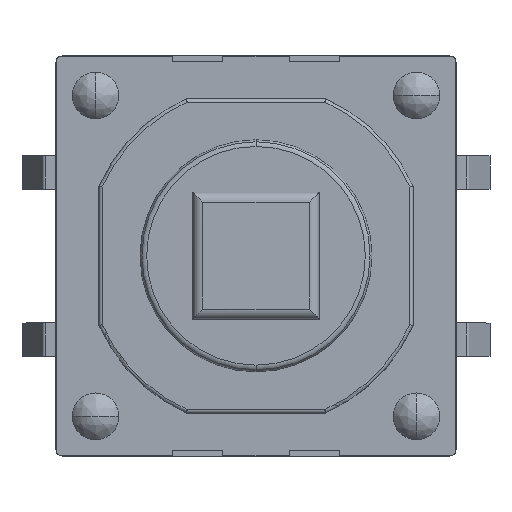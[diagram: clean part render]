
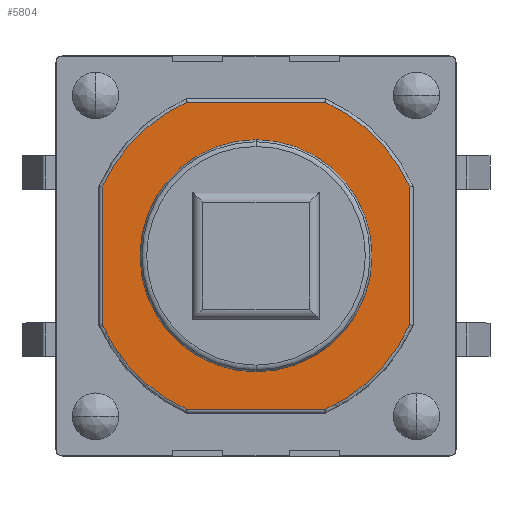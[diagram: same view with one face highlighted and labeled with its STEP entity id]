
A CAD part, top view. The second image highlights one B-rep face of the part: STEP entity #5804.
In plain terms, the highlighted planar face has unit normal (0, 0, 1).
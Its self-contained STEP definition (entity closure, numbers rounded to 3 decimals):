
#1867=CARTESIAN_POINT('',(0.,0.,-4.2));
#1868=DIRECTION('',(0.,0.,1.));
#1869=DIRECTION('',(1.,0.,0.));
#1870=AXIS2_PLACEMENT_3D('',#1867,#1868,#1869);
#1872=CARTESIAN_POINT('',(0.,0.,-4.2));
#1873=DIRECTION('',(0.,0.,1.));
#1874=DIRECTION('',(-1.,0.,0.));
#1875=AXIS2_PLACEMENT_3D('',#1872,#1873,#1874);
#1877=CARTESIAN_POINT('',(0.,0.,-4.2));
#1878=DIRECTION('',(0.,0.,1.));
#1879=DIRECTION('',(-0.913,-0.409,0.));
#1880=AXIS2_PLACEMENT_3D('',#1877,#1878,#1879);
#1882=CARTESIAN_POINT('',(0.,0.,-4.2));
#1883=DIRECTION('',(0.,0.,1.));
#1884=DIRECTION('',(-0.409,0.913,0.));
#1885=AXIS2_PLACEMENT_3D('',#1882,#1883,#1884);
#1887=CARTESIAN_POINT('',(0.,0.,-4.2));
#1888=DIRECTION('',(0.,0.,1.));
#1889=DIRECTION('',(0.913,0.409,0.));
#1890=AXIS2_PLACEMENT_3D('',#1887,#1888,#1889);
#1892=CARTESIAN_POINT('',(0.,0.,-4.2));
#1893=DIRECTION('',(0.,0.,1.));
#1894=DIRECTION('',(0.409,-0.913,0.));
#1895=AXIS2_PLACEMENT_3D('',#1892,#1893,#1894);
#2142=DIRECTION('',(-1.,0.,0.));
#2143=VECTOR('',#2142,4.119);
#2144=CARTESIAN_POINT('',(2.06,-4.6,-4.2));
#2145=LINE('',#2144,#2143);
#2199=DIRECTION('',(0.,-1.,0.));
#2200=VECTOR('',#2199,4.119);
#2201=CARTESIAN_POINT('',(4.6,2.06,-4.2));
#2202=LINE('',#2201,#2200);
#2248=DIRECTION('',(1.,0.,0.));
#2249=VECTOR('',#2248,4.119);
#2250=CARTESIAN_POINT('',(-2.06,4.6,-4.2));
#2251=LINE('',#2250,#2249);
#2289=DIRECTION('',(0.,1.,0.));
#2290=VECTOR('',#2289,4.119);
#2291=CARTESIAN_POINT('',(-4.6,-2.06,-4.2));
#2292=LINE('',#2291,#2290);
#2784=CARTESIAN_POINT('',(2.06,-4.6,-4.2));
#2785=CARTESIAN_POINT('',(-2.06,-4.6,-4.2));
#2786=VERTEX_POINT('',#2784);
#2787=VERTEX_POINT('',#2785);
#2788=CARTESIAN_POINT('',(4.6,-2.06,-4.2));
#2789=VERTEX_POINT('',#2788);
#2790=CARTESIAN_POINT('',(4.6,2.06,-4.2));
#2791=VERTEX_POINT('',#2790);
#2792=CARTESIAN_POINT('',(2.06,4.6,-4.2));
#2793=VERTEX_POINT('',#2792);
#2794=CARTESIAN_POINT('',(-2.06,4.6,-4.2));
#2795=VERTEX_POINT('',#2794);
#2796=CARTESIAN_POINT('',(-4.6,2.06,-4.2));
#2797=VERTEX_POINT('',#2796);
#2798=CARTESIAN_POINT('',(-4.6,-2.06,-4.2));
#2799=VERTEX_POINT('',#2798);
#2950=CARTESIAN_POINT('',(3.47,0.,-4.2));
#2951=VERTEX_POINT('',#2950);
#2952=CARTESIAN_POINT('',(-3.47,0.,-4.2));
#2953=VERTEX_POINT('',#2952);
#5776=CARTESIAN_POINT('',(0.,0.,-4.2));
#5777=DIRECTION('',(0.,0.,1.));
#5778=DIRECTION('',(0.,-1.,0.));
#5779=AXIS2_PLACEMENT_3D('',#5776,#5777,#5778);
#5780=PLANE('',#5779);
#5782=ORIENTED_EDGE('',*,*,#5781,.T.);
#5783=ORIENTED_EDGE('',*,*,#5762,.F.);
#5785=ORIENTED_EDGE('',*,*,#5784,.T.);
#5787=ORIENTED_EDGE('',*,*,#5786,.F.);
#5789=ORIENTED_EDGE('',*,*,#5788,.T.);
#5791=ORIENTED_EDGE('',*,*,#5790,.F.);
#5793=ORIENTED_EDGE('',*,*,#5792,.T.);
#5795=ORIENTED_EDGE('',*,*,#5794,.F.);
#5796=EDGE_LOOP('',(#5782,#5783,#5785,#5787,#5789,#5791,#5793,#5795));
#5797=FACE_OUTER_BOUND('',#5796,.F.);
#5799=ORIENTED_EDGE('',*,*,#5798,.T.);
#5801=ORIENTED_EDGE('',*,*,#5800,.T.);
#5802=EDGE_LOOP('',(#5799,#5801));
#5803=FACE_BOUND('',#5802,.F.);
#1871=CIRCLE('',#1870,3.47);
#1876=CIRCLE('',#1875,3.47);
#1881=CIRCLE('',#1880,5.04);
#1886=CIRCLE('',#1885,5.04);
#1891=CIRCLE('',#1890,5.04);
#1896=CIRCLE('',#1895,5.04);
#5762=EDGE_CURVE('',#2799,#2787,#1881,.T.);
#5781=EDGE_CURVE('',#2786,#2787,#2145,.T.);
#5784=EDGE_CURVE('',#2799,#2797,#2292,.T.);
#5786=EDGE_CURVE('',#2795,#2797,#1886,.T.);
#5788=EDGE_CURVE('',#2795,#2793,#2251,.T.);
#5790=EDGE_CURVE('',#2791,#2793,#1891,.T.);
#5792=EDGE_CURVE('',#2791,#2789,#2202,.T.);
#5794=EDGE_CURVE('',#2786,#2789,#1896,.T.);
#5798=EDGE_CURVE('',#2951,#2953,#1871,.T.);
#5800=EDGE_CURVE('',#2953,#2951,#1876,.T.);
#5804=ADVANCED_FACE('',(#5797,#5803),#5780,.T.);
